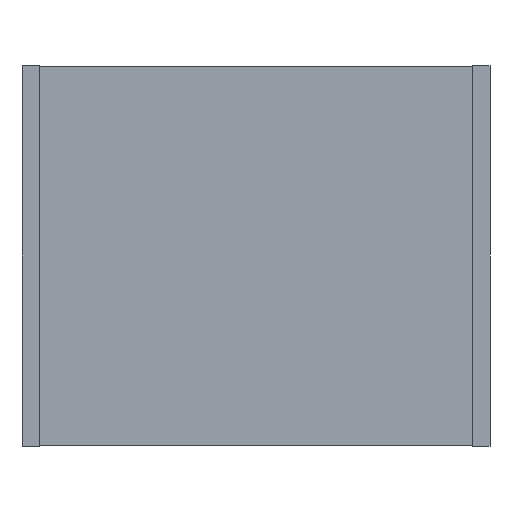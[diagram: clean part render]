
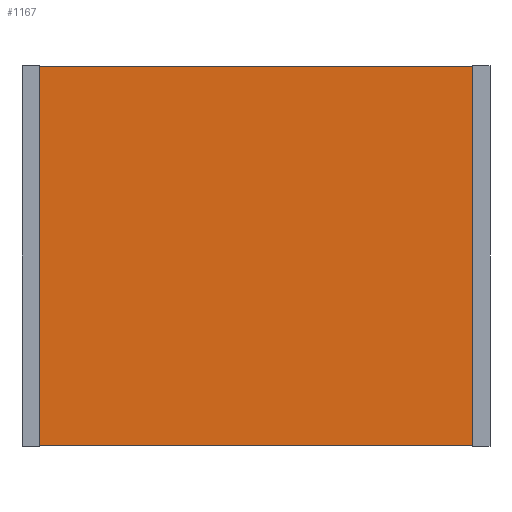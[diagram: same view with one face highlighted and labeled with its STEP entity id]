
A CAD part, front view. The second image highlights one B-rep face of the part: STEP entity #1167.
In plain terms, the highlighted planar face has unit normal (0, -1, 0).
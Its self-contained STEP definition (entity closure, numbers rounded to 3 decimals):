
#17 = CARTESIAN_POINT ( 'NONE',  ( 12.89, 0., 0. ) ) ;
#25 = DIRECTION ( 'NONE',  ( 0., 0., -1. ) ) ;
#68 = EDGE_CURVE ( 'NONE', #93, #679, #2284, .T. ) ;
#93 = VERTEX_POINT ( 'NONE', #1512 ) ;
#156 = ORIENTED_EDGE ( 'NONE', *, *, #446, .F. ) ;
#173 = CARTESIAN_POINT ( 'NONE',  ( 0.49, 0., -10.88 ) ) ;
#203 = VECTOR ( 'NONE', #341, 1000. ) ;
#205 = DIRECTION ( 'NONE',  ( 0., -1., 0. ) ) ;
#226 = LINE ( 'NONE', #1157, #373 ) ;
#341 = DIRECTION ( 'NONE',  ( 0., 0., -1. ) ) ;
#373 = VECTOR ( 'NONE', #1745, 1000. ) ;
#446 = EDGE_CURVE ( 'NONE', #620, #679, #1352, .T. ) ;
#467 = CARTESIAN_POINT ( 'NONE',  ( 12.89, 0., -10.88 ) ) ;
#481 = ORIENTED_EDGE ( 'NONE', *, *, #1332, .F. ) ;
#620 = VERTEX_POINT ( 'NONE', #467 ) ;
#635 = DIRECTION ( 'NONE',  ( -1., 0., 0. ) ) ;
#679 = VERTEX_POINT ( 'NONE', #173 ) ;
#800 = ORIENTED_EDGE ( 'NONE', *, *, #1593, .T. ) ;
#815 = LINE ( 'NONE', #1194, #1539 ) ;
#835 = VERTEX_POINT ( 'NONE', #17 ) ;
#854 = DIRECTION ( 'NONE',  ( 1., 0., 0. ) ) ;
#1076 = FACE_OUTER_BOUND ( 'NONE', #1958, .T. ) ;
#1157 = CARTESIAN_POINT ( 'NONE',  ( 12.89, 0., 0. ) ) ;
#1167 = ADVANCED_FACE ( 'NONE', ( #1076 ), #1851, .T. ) ;
#1194 = CARTESIAN_POINT ( 'NONE',  ( 0., 0., 0. ) ) ;
#1332 = EDGE_CURVE ( 'NONE', #93, #835, #815, .T. ) ;
#1343 = ORIENTED_EDGE ( 'NONE', *, *, #68, .T. ) ;
#1352 = LINE ( 'NONE', #1551, #2260 ) ;
#1369 = AXIS2_PLACEMENT_3D ( 'NONE', #2135, #205, #25 ) ;
#1512 = CARTESIAN_POINT ( 'NONE',  ( 0.49, 0., 0. ) ) ;
#1539 = VECTOR ( 'NONE', #854, 1000. ) ;
#1551 = CARTESIAN_POINT ( 'NONE',  ( 0., 0., -10.88 ) ) ;
#1593 = EDGE_CURVE ( 'NONE', #620, #835, #226, .T. ) ;
#1745 = DIRECTION ( 'NONE',  ( 0., 0., 1. ) ) ;
#1851 = PLANE ( 'NONE',  #1369 ) ;
#1958 = EDGE_LOOP ( 'NONE', ( #156, #800, #481, #1343 ) ) ;
#2135 = CARTESIAN_POINT ( 'NONE',  ( 0., 0., 0. ) ) ;
#2260 = VECTOR ( 'NONE', #635, 1000. ) ;
#2284 = LINE ( 'NONE', #2297, #203 ) ;
#2297 = CARTESIAN_POINT ( 'NONE',  ( 0.49, 0., 0. ) ) ;
